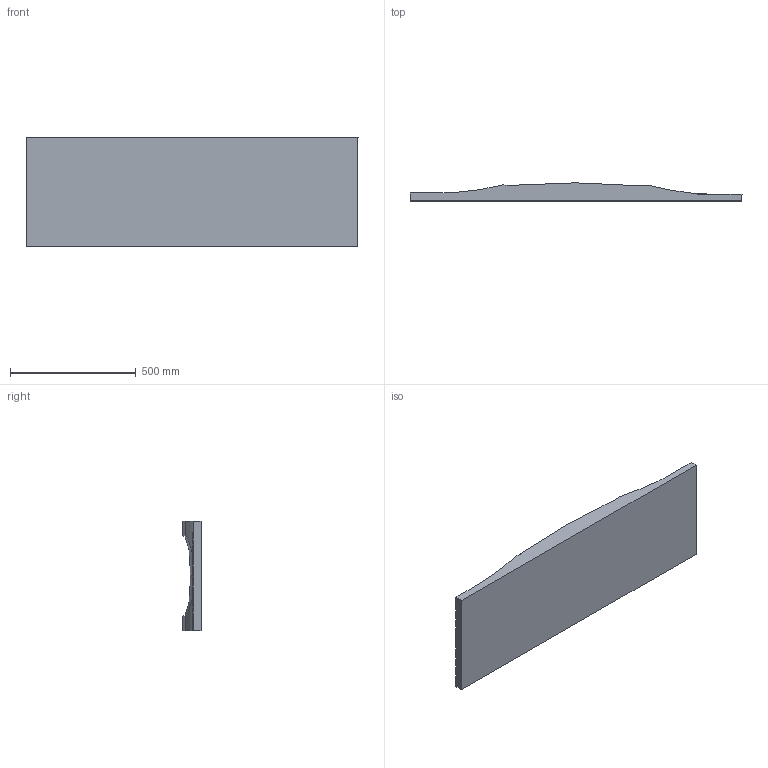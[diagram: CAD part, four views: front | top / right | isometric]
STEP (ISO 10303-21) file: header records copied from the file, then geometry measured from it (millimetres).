
FILE_DESCRIPTION (( 'STEP AP203' ), '1' );
FILE_NAME ('boardv6_moldBot.STEP', '2017-09-05T23:20:19', ( '' ), ( '' ), 'SwSTEP 2.0', 'SolidWorks 2017', '' );
FILE_SCHEMA (( 'CONFIG_CONTROL_DESIGN' ));
Length unit declared in the file: inch
Products named in the file (1): boardv6_moldBot
Bounding box: 1318.28 x 72.05 x 433.14 mm (x, y, z)
Volume: 22210196.6 mm3; surface area: 1318135.4 mm2
Topology: 1 solids, 1 shells, 71 faces, 170 edges, 89 vertices
Faces by surface type: bspline 56, plane 11, cylinder 4
Entity records: 10690 total; most frequent: CARTESIAN_POINT 9464, ORIENTED_EDGE 316, EDGE_CURVE 158, B_SPLINE_CURVE_WITH_KNOTS 113, VERTEX_POINT 89, DIRECTION 77, EDGE_LOOP 71, ADVANCED_FACE 71
